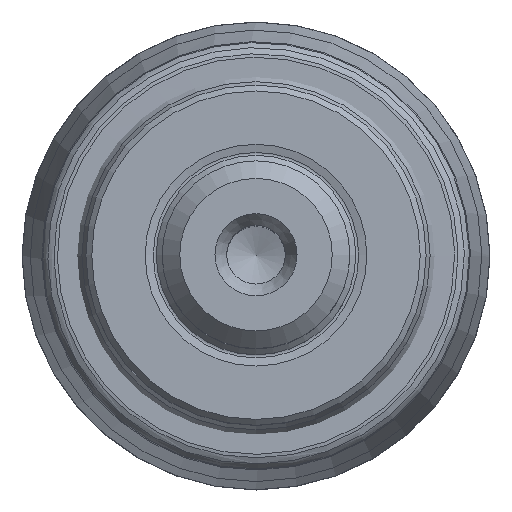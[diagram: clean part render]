
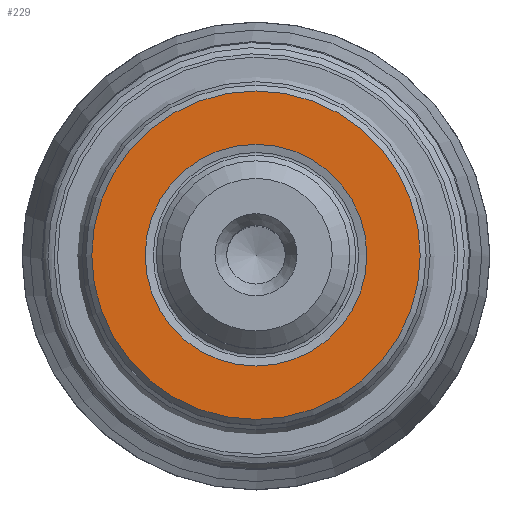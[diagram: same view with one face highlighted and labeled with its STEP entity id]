
A CAD part, top view. The second image highlights one B-rep face of the part: STEP entity #229.
In plain terms, the highlighted planar face has unit normal (0, 0, 1).
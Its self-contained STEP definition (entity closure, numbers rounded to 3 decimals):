
#119=PLANE('',#1151);
#229=ADVANCED_FACE('',(#399,#400),#119,.F.);
#399=FACE_BOUND('',#529,.T.);
#400=FACE_BOUND('',#530,.T.);
#529=EDGE_LOOP('',(#659));
#530=EDGE_LOOP('',(#660));
#659=ORIENTED_EDGE('',*,*,#823,.T.);
#660=ORIENTED_EDGE('',*,*,#824,.T.);
#757=VERTEX_POINT('',#1806);
#758=VERTEX_POINT('',#1808);
#823=EDGE_CURVE('',#757,#757,#888,.T.);
#824=EDGE_CURVE('',#758,#758,#889,.T.);
#888=CIRCLE('',#1149,9.449);
#889=CIRCLE('',#1150,14.);
#1149=AXIS2_PLACEMENT_3D('',#1805,#1337,#1338);
#1150=AXIS2_PLACEMENT_3D('',#1807,#1339,#1340);
#1151=AXIS2_PLACEMENT_3D('',#1809,#1341,#1342);
#1337=DIRECTION('',(0.,0.,-1.));
#1338=DIRECTION('',(-1.,0.,0.));
#1339=DIRECTION('',(0.,0.,1.));
#1340=DIRECTION('',(-1.,0.,0.));
#1341=DIRECTION('',(0.,0.,-1.));
#1342=DIRECTION('',(-1.,0.,0.));
#1805=CARTESIAN_POINT('',(0.,0.,0.));
#1806=CARTESIAN_POINT('',(-9.449,0.,0.));
#1807=CARTESIAN_POINT('',(0.,0.,0.));
#1808=CARTESIAN_POINT('',(-14.,0.,0.));
#1809=CARTESIAN_POINT('',(0.,0.,0.));
